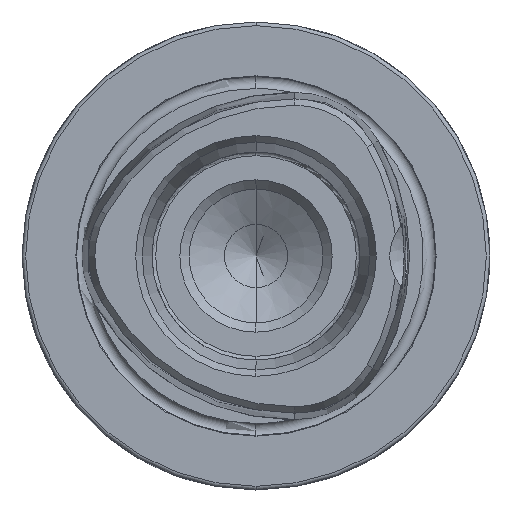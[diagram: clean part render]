
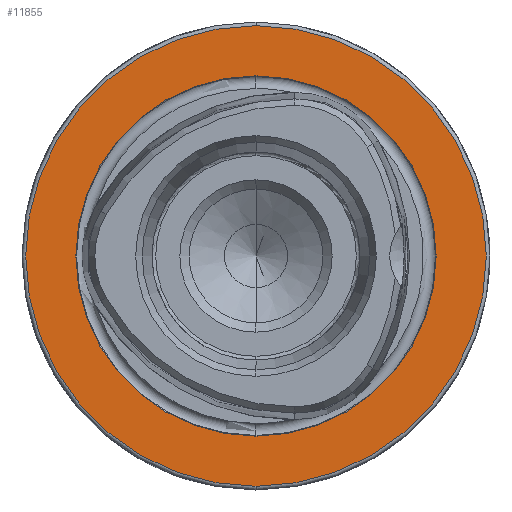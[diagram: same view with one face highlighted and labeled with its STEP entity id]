
A CAD part, left-side view. The second image highlights one B-rep face of the part: STEP entity #11855.
In plain terms, the highlighted planar face has unit normal (-1, 0, 0).
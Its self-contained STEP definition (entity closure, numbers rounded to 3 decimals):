
#184 = EDGE_CURVE ( 'NONE', #10008, #10070, #7378, .T. ) ;
#1537 = ORIENTED_EDGE ( 'NONE', *, *, #9103, .T. ) ;
#1597 = ORIENTED_EDGE ( 'NONE', *, *, #9098, .F. ) ;
#1631 = ORIENTED_EDGE ( 'NONE', *, *, #9053, .T. ) ;
#2602 = ORIENTED_EDGE ( 'NONE', *, *, #184, .F. ) ;
#2874 = DIRECTION ( 'NONE',  ( -1., 0., 0. ) ) ;
#3106 = CARTESIAN_POINT ( 'NONE',  ( 0., 0., 0. ) ) ;
#3574 = DIRECTION ( 'NONE',  ( 0., 0., 1. ) ) ;
#4602 = AXIS2_PLACEMENT_3D ( 'NONE', #12152, #12123, #11983 ) ;
#4624 = AXIS2_PLACEMENT_3D ( 'NONE', #5552, #5343, #5627 ) ;
#4627 = AXIS2_PLACEMENT_3D ( 'NONE', #5631, #5628, #5660 ) ;
#4659 = AXIS2_PLACEMENT_3D ( 'NONE', #9521, #9517, #9515 ) ;
#5343 = DIRECTION ( 'NONE',  ( -1., 0., 0. ) ) ;
#5419 = CARTESIAN_POINT ( 'NONE',  ( 0., 0., -31. ) ) ;
#5531 = CARTESIAN_POINT ( 'NONE',  ( 0., 0., -24.25 ) ) ;
#5552 = CARTESIAN_POINT ( 'NONE',  ( 0., 0., 0. ) ) ;
#5565 = CARTESIAN_POINT ( 'NONE',  ( 0., 0., 24.25 ) ) ;
#5581 = CARTESIAN_POINT ( 'NONE',  ( 0., 0., 31. ) ) ;
#5627 = DIRECTION ( 'NONE',  ( 0., 0., 1. ) ) ;
#5628 = DIRECTION ( 'NONE',  ( -1., 0., 0. ) ) ;
#5631 = CARTESIAN_POINT ( 'NONE',  ( 0., 0., 0. ) ) ;
#5660 = DIRECTION ( 'NONE',  ( 0., 0., 1. ) ) ;
#6135 = AXIS2_PLACEMENT_3D ( 'NONE', #3106, #2874, #3574 ) ;
#6355 = EDGE_LOOP ( 'NONE', ( #2602, #1597 ) ) ;
#7378 = CIRCLE ( 'NONE', #6135, 24.25 ) ;
#8813 = CIRCLE ( 'NONE', #4602, 31. ) ;
#8822 = CIRCLE ( 'NONE', #4627, 31. ) ;
#8823 = CIRCLE ( 'NONE', #4624, 24.25 ) ;
#9053 = EDGE_CURVE ( 'NONE', #10252, #10011, #8813, .T. ) ;
#9098 = EDGE_CURVE ( 'NONE', #10070, #10008, #8823, .T. ) ;
#9103 = EDGE_CURVE ( 'NONE', #10011, #10252, #8822, .T. ) ;
#9173 = FACE_BOUND ( 'NONE', #6355, .T. ) ;
#9211 = FACE_OUTER_BOUND ( 'NONE', #11131, .T. ) ;
#9515 = DIRECTION ( 'NONE',  ( 0., 0., -1. ) ) ;
#9517 = DIRECTION ( 'NONE',  ( 1., 0., 0. ) ) ;
#9518 = PLANE ( 'NONE',  #4659 ) ;
#9521 = CARTESIAN_POINT ( 'NONE',  ( 0., 24.25, 0. ) ) ;
#10008 = VERTEX_POINT ( 'NONE', #5565 ) ;
#10011 = VERTEX_POINT ( 'NONE', #5581 ) ;
#10070 = VERTEX_POINT ( 'NONE', #5531 ) ;
#10252 = VERTEX_POINT ( 'NONE', #5419 ) ;
#11131 = EDGE_LOOP ( 'NONE', ( #1537, #1631 ) ) ;
#11855 = ADVANCED_FACE ( 'NONE', ( #9173, #9211 ), #9518, .F. ) ;
#11983 = DIRECTION ( 'NONE',  ( 0., 0., 1. ) ) ;
#12123 = DIRECTION ( 'NONE',  ( -1., 0., 0. ) ) ;
#12152 = CARTESIAN_POINT ( 'NONE',  ( 0., 0., 0. ) ) ;
